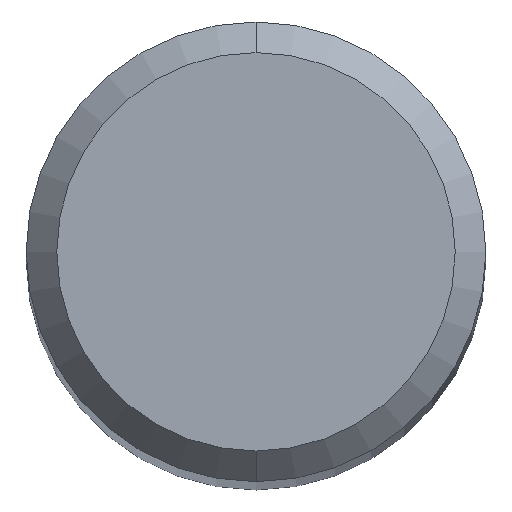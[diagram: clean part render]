
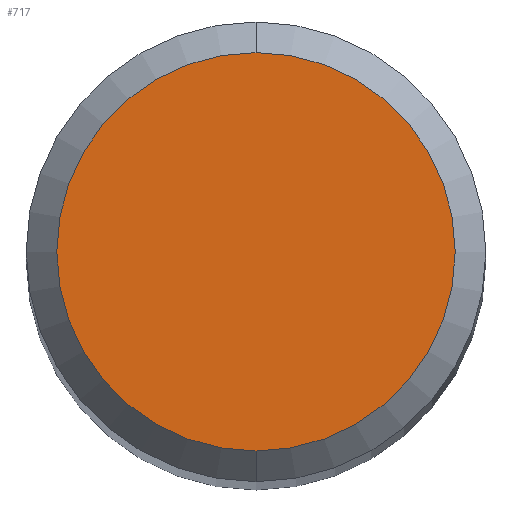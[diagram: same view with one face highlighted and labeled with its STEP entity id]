
A CAD part, top view. The second image highlights one B-rep face of the part: STEP entity #717.
In plain terms, the highlighted planar face has unit normal (0, 0, 1).
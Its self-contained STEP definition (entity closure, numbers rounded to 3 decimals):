
#413=EDGE_CURVE('',#519,#1065,#1125,.T.);
#519=VERTEX_POINT('',#1241);
#717=ADVANCED_FACE('',(#1461),#1462,.T.);
#907=EDGE_CURVE('',#1065,#519,#1669,.T.);
#1065=VERTEX_POINT('',#1840);
#1125=CIRCLE('',#1989,2.6);
#1241=CARTESIAN_POINT('',(0.,-2.6,0.0));
#1461=FACE_OUTER_BOUND('',#3963,.T.);
#1462=PLANE('',#3964);
#1669=CIRCLE('',#5003,2.6);
#1840=CARTESIAN_POINT('',(0.0,2.6,0.0));
#1989=AXIS2_PLACEMENT_3D('',#6158,#6159,#6160);
#3963=EDGE_LOOP('',(#6545,#6546));
#3964=AXIS2_PLACEMENT_3D('',#6547,#6548,#6549);
#5003=AXIS2_PLACEMENT_3D('',#6779,#6780,#6781);
#6158=CARTESIAN_POINT('',(0.0,0.0,0.0));
#6159=DIRECTION('',(0.0,0.0,-1.0));
#6160=DIRECTION('',(0.0,1.0,0.0));
#6545=ORIENTED_EDGE('',*,*,#907,.F.);
#6546=ORIENTED_EDGE('',*,*,#413,.F.);
#6547=CARTESIAN_POINT('',(0.0,1.3,0.0));
#6548=DIRECTION('',(-0.0,0.0,1.0));
#6549=DIRECTION('',(0.0,-1.0,0.0));
#6779=CARTESIAN_POINT('',(0.0,0.0,0.0));
#6780=DIRECTION('',(0.0,0.0,-1.0));
#6781=DIRECTION('',(0.0,1.0,0.0));
